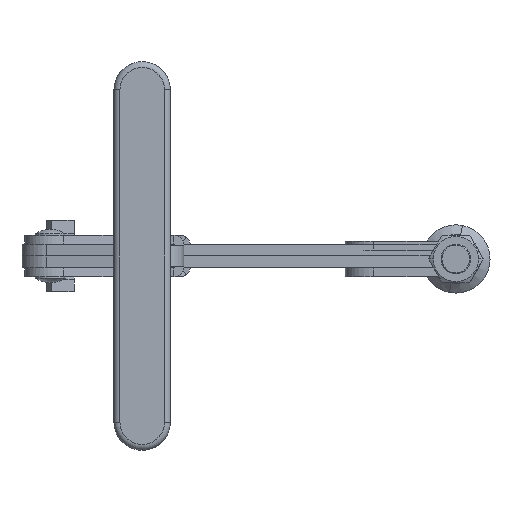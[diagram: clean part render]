
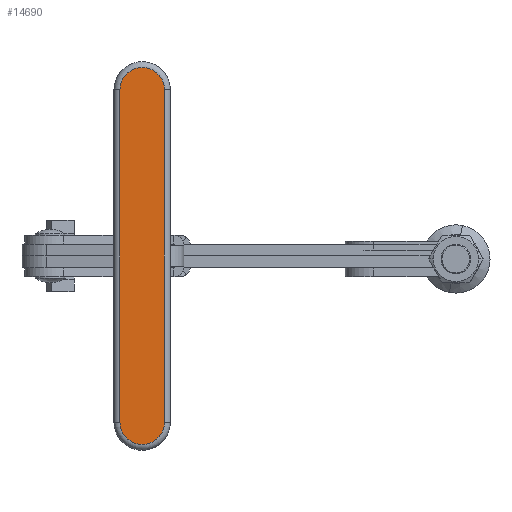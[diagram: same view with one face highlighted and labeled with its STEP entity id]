
A CAD part, front view. The second image highlights one B-rep face of the part: STEP entity #14690.
In plain terms, the highlighted face is planar.
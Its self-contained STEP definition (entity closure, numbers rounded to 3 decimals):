
#7386 = ORIENTED_EDGE ( 'NONE', *, *, #21134, .T. ) ;
#11902 = ORIENTED_EDGE ( 'NONE', *, *, #21163, .T. ) ;
#11931 = ORIENTED_EDGE ( 'NONE', *, *, #21020, .T. ) ;
#11966 = ORIENTED_EDGE ( 'NONE', *, *, #21130, .T. ) ;
#12472 = AXIS2_PLACEMENT_3D ( 'NONE', #24045, #24047, #24048 ) ;
#12506 = AXIS2_PLACEMENT_3D ( 'NONE', #26915, #26916, #26917 ) ;
#12902 = DIRECTION ( 'NONE',  ( 0., 0., -1. ) ) ;
#12904 = DIRECTION ( 'NONE',  ( 0., -1., 0. ) ) ;
#12908 = PLANE ( 'NONE',  #25315 ) ;
#12915 = CARTESIAN_POINT ( 'NONE',  ( -65.5, 20., 19. ) ) ;
#14690 = ADVANCED_FACE ( 'NONE', ( #26446 ), #12908, .F. ) ;
#15268 = CIRCLE ( 'NONE', #12472, 7.5 ) ;
#15790 = CARTESIAN_POINT ( 'NONE',  ( 56., 20., 2. ) ) ;
#15792 = CARTESIAN_POINT ( 'NONE',  ( -56., 20., 2. ) ) ;
#15807 = CARTESIAN_POINT ( 'NONE',  ( -56., 20., 17. ) ) ;
#15810 = CARTESIAN_POINT ( 'NONE',  ( 56., 20., 17. ) ) ;
#16265 = LINE ( 'NONE', #26906, #16268 ) ;
#16268 = VECTOR ( 'NONE', #26907, 1000. ) ;
#16271 = CIRCLE ( 'NONE', #12506, 7.5 ) ;
#16309 = LINE ( 'NONE', #27003, #16312 ) ;
#16312 = VECTOR ( 'NONE', #27004, 1000. ) ;
#21020 = EDGE_CURVE ( 'NONE', #22938, #22965, #15268, .T. ) ;
#21130 = EDGE_CURVE ( 'NONE', #22934, #22938, #16265, .T. ) ;
#21134 = EDGE_CURVE ( 'NONE', #22972, #22934, #16271, .T. ) ;
#21163 = EDGE_CURVE ( 'NONE', #22965, #22972, #16309, .T. ) ;
#22795 = EDGE_LOOP ( 'NONE', ( #11902, #7386, #11966, #11931 ) ) ;
#22934 = VERTEX_POINT ( 'NONE', #15790 ) ;
#22938 = VERTEX_POINT ( 'NONE', #15792 ) ;
#22965 = VERTEX_POINT ( 'NONE', #15807 ) ;
#22972 = VERTEX_POINT ( 'NONE', #15810 ) ;
#24045 = CARTESIAN_POINT ( 'NONE',  ( -56., 20., 9.5 ) ) ;
#24047 = DIRECTION ( 'NONE',  ( 0., 1., 0. ) ) ;
#24048 = DIRECTION ( 'NONE',  ( 0., 0., -1. ) ) ;
#25315 = AXIS2_PLACEMENT_3D ( 'NONE', #12915, #12904, #12902 ) ;
#26446 = FACE_OUTER_BOUND ( 'NONE', #22795, .T. ) ;
#26906 = CARTESIAN_POINT ( 'NONE',  ( -65.5, 20., 2. ) ) ;
#26907 = DIRECTION ( 'NONE',  ( -1., 0., 0. ) ) ;
#26915 = CARTESIAN_POINT ( 'NONE',  ( 56., 20., 9.5 ) ) ;
#26916 = DIRECTION ( 'NONE',  ( 0., 1., 0. ) ) ;
#26917 = DIRECTION ( 'NONE',  ( 0., 0., -1. ) ) ;
#27003 = CARTESIAN_POINT ( 'NONE',  ( 56., 20., 17. ) ) ;
#27004 = DIRECTION ( 'NONE',  ( 1., 0., 0. ) ) ;
